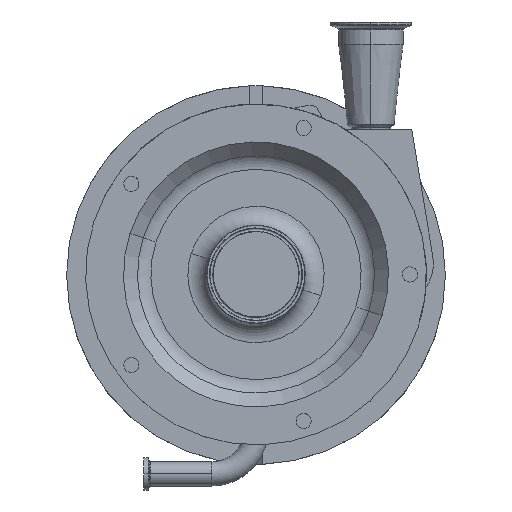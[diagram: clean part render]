
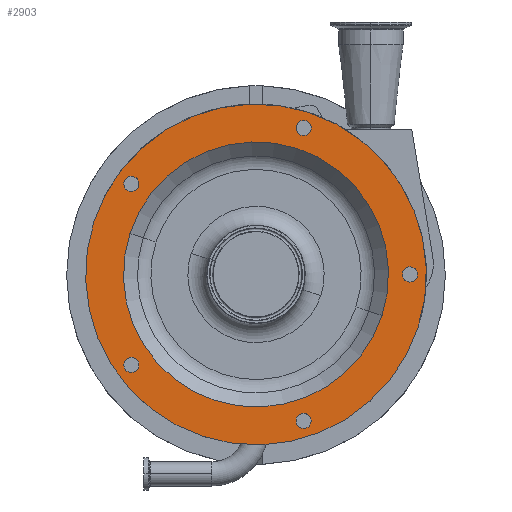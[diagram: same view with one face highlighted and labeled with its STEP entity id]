
A CAD part, top view. The second image highlights one B-rep face of the part: STEP entity #2903.
In plain terms, the highlighted planar face has unit normal (0, 0, 1).
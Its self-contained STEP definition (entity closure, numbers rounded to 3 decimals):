
#84 = DIRECTION ( 'NONE',  ( 0., 0., 1. ) ) ;
#125 = CIRCLE ( 'NONE', #4489, 6. ) ;
#218 = ORIENTED_EDGE ( 'NONE', *, *, #1583, .F. ) ;
#251 = DIRECTION ( 'NONE',  ( 0., -1., 0. ) ) ;
#298 = DIRECTION ( 'NONE',  ( 0., 0., 1. ) ) ;
#300 = VERTEX_POINT ( 'NONE', #6119 ) ;
#312 = DIRECTION ( 'NONE',  ( 0., 0., 1. ) ) ;
#328 = DIRECTION ( 'NONE',  ( -0.588, 0.809, 0. ) ) ;
#378 = DIRECTION ( 'NONE',  ( 0., -1., 0. ) ) ;
#441 = CARTESIAN_POINT ( 'NONE',  ( 37.7, 116.029, 284. ) ) ;
#716 = EDGE_CURVE ( 'NONE', #7559, #4849, #3015, .T. ) ;
#746 = CARTESIAN_POINT ( 'NONE',  ( 41.227, -120.883, 284. ) ) ;
#764 = DIRECTION ( 'NONE',  ( 0., 0., 1. ) ) ;
#922 = CARTESIAN_POINT ( 'NONE',  ( 34.173, -111.175, 284. ) ) ;
#926 = CIRCLE ( 'NONE', #1975, 6. ) ;
#1017 = CARTESIAN_POINT ( 'NONE',  ( 37.7, 116.029, 284. ) ) ;
#1041 = CARTESIAN_POINT ( 'NONE',  ( -92.994, 69.856, 284. ) ) ;
#1059 = ORIENTED_EDGE ( 'NONE', *, *, #7232, .F. ) ;
#1082 = EDGE_CURVE ( 'NONE', #3624, #3826, #3256, .T. ) ;
#1199 = DIRECTION ( 'NONE',  ( 0., 0., 1. ) ) ;
#1315 = AXIS2_PLACEMENT_3D ( 'NONE', #4760, #298, #251 ) ;
#1459 = DIRECTION ( 'NONE',  ( 0., 0., 1. ) ) ;
#1505 = CARTESIAN_POINT ( 'NONE',  ( 116.294, -1.854, 284. ) ) ;
#1526 = CARTESIAN_POINT ( 'NONE',  ( -95.173, -66.856, 284. ) ) ;
#1583 = EDGE_CURVE ( 'NONE', #2089, #7059, #3130, .T. ) ;
#1716 = AXIS2_PLACEMENT_3D ( 'NONE', #6027, #1815, #378 ) ;
#1727 = CARTESIAN_POINT ( 'NONE',  ( 99.861, -32.447, 284. ) ) ;
#1797 = VERTEX_POINT ( 'NONE', #1041 ) ;
#1815 = DIRECTION ( 'NONE',  ( 0., 0., -1. ) ) ;
#1901 = ORIENTED_EDGE ( 'NONE', *, *, #716, .F. ) ;
#1974 = EDGE_CURVE ( 'NONE', #3826, #3624, #5642, .T. ) ;
#1975 = AXIS2_PLACEMENT_3D ( 'NONE', #6982, #1459, #3269 ) ;
#2066 = DIRECTION ( 'NONE',  ( 0.951, -0.309, 0. ) ) ;
#2078 = EDGE_LOOP ( 'NONE', ( #218, #6263 ) ) ;
#2089 = VERTEX_POINT ( 'NONE', #746 ) ;
#2136 = VERTEX_POINT ( 'NONE', #7165 ) ;
#2278 = CIRCLE ( 'NONE', #6495, 6. ) ;
#2304 = ORIENTED_EDGE ( 'NONE', *, *, #5420, .F. ) ;
#2316 = FACE_OUTER_BOUND ( 'NONE', #5082, .T. ) ;
#2365 = CIRCLE ( 'NONE', #4079, 6. ) ;
#2382 = CIRCLE ( 'NONE', #3299, 135. ) ;
#2403 = FACE_BOUND ( 'NONE', #3567, .T. ) ;
#2410 = CARTESIAN_POINT ( 'NONE',  ( -98.7, 71.71, 284. ) ) ;
#2439 = DIRECTION ( 'NONE',  ( 0.951, -0.309, 0. ) ) ;
#2660 = CARTESIAN_POINT ( 'NONE',  ( 0., 0., 284. ) ) ;
#2673 = CIRCLE ( 'NONE', #3720, 6. ) ;
#2703 = EDGE_CURVE ( 'NONE', #300, #4764, #5532, .T. ) ;
#2827 = EDGE_CURVE ( 'NONE', #5290, #6669, #6192, .T. ) ;
#2887 = EDGE_LOOP ( 'NONE', ( #3865, #2304 ) ) ;
#2895 = AXIS2_PLACEMENT_3D ( 'NONE', #8125, #4390, #6978 ) ;
#2903 = ADVANCED_FACE ( 'NONE', ( #2316, #3510, #4263, #4958, #6773, #4841, #2403 ), #7460, .F. ) ;
#2936 = CARTESIAN_POINT ( 'NONE',  ( -102.227, -76.564, 284. ) ) ;
#3003 = VERTEX_POINT ( 'NONE', #4502 ) ;
#3015 = CIRCLE ( 'NONE', #4043, 6. ) ;
#3074 = CIRCLE ( 'NONE', #7677, 6. ) ;
#3102 = EDGE_CURVE ( 'NONE', #6669, #5290, #926, .T. ) ;
#3104 = DIRECTION ( 'NONE',  ( -0.951, -0.309, 0. ) ) ;
#3130 = CIRCLE ( 'NONE', #6034, 6. ) ;
#3212 = CARTESIAN_POINT ( 'NONE',  ( -98.7, -71.71, 284. ) ) ;
#3221 = VERTEX_POINT ( 'NONE', #5794 ) ;
#3232 = EDGE_CURVE ( 'NONE', #4764, #300, #2382, .T. ) ;
#3234 = DIRECTION ( 'NONE',  ( 0.951, -0.309, 0. ) ) ;
#3256 = CIRCLE ( 'NONE', #7864, 105. ) ;
#3269 = DIRECTION ( 'NONE',  ( 0., -1., 0. ) ) ;
#3297 = ORIENTED_EDGE ( 'NONE', *, *, #1974, .F. ) ;
#3299 = AXIS2_PLACEMENT_3D ( 'NONE', #2660, #5181, #2066 ) ;
#3510 = FACE_BOUND ( 'NONE', #6846, .T. ) ;
#3567 = EDGE_LOOP ( 'NONE', ( #3297, #7223 ) ) ;
#3624 = VERTEX_POINT ( 'NONE', #4749 ) ;
#3670 = AXIS2_PLACEMENT_3D ( 'NONE', #5115, #7543, #2439 ) ;
#3720 = AXIS2_PLACEMENT_3D ( 'NONE', #2410, #7437, #3843 ) ;
#3826 = VERTEX_POINT ( 'NONE', #1727 ) ;
#3843 = DIRECTION ( 'NONE',  ( 0.588, 0.809, 0. ) ) ;
#3844 = CIRCLE ( 'NONE', #4641, 6. ) ;
#3865 = ORIENTED_EDGE ( 'NONE', *, *, #7813, .F. ) ;
#4043 = AXIS2_PLACEMENT_3D ( 'NONE', #3212, #5151, #4538 ) ;
#4045 = ORIENTED_EDGE ( 'NONE', *, *, #2703, .T. ) ;
#4079 = AXIS2_PLACEMENT_3D ( 'NONE', #4835, #1199, #5156 ) ;
#4263 = FACE_BOUND ( 'NONE', #2078, .T. ) ;
#4390 = DIRECTION ( 'NONE',  ( 0., 0., 1. ) ) ;
#4420 = DIRECTION ( 'NONE',  ( 0.588, 0.809, 0. ) ) ;
#4489 = AXIS2_PLACEMENT_3D ( 'NONE', #7700, #5979, #328 ) ;
#4502 = CARTESIAN_POINT ( 'NONE',  ( 37.7, 110.029, 284. ) ) ;
#4538 = DIRECTION ( 'NONE',  ( -0.588, 0.809, 0. ) ) ;
#4641 = AXIS2_PLACEMENT_3D ( 'NONE', #5613, #84, #4420 ) ;
#4749 = CARTESIAN_POINT ( 'NONE',  ( -99.861, 32.447, 284. ) ) ;
#4760 = CARTESIAN_POINT ( 'NONE',  ( 122., 0., 284. ) ) ;
#4764 = VERTEX_POINT ( 'NONE', #5656 ) ;
#4821 = DIRECTION ( 'NONE',  ( 0., 0., 1. ) ) ;
#4835 = CARTESIAN_POINT ( 'NONE',  ( 37.7, -116.029, 284. ) ) ;
#4841 = FACE_BOUND ( 'NONE', #2887, .T. ) ;
#4849 = VERTEX_POINT ( 'NONE', #1526 ) ;
#4958 = FACE_BOUND ( 'NONE', #6798, .T. ) ;
#5016 = CARTESIAN_POINT ( 'NONE',  ( 0., 0., 284. ) ) ;
#5082 = EDGE_LOOP ( 'NONE', ( #4045, #6102 ) ) ;
#5109 = ORIENTED_EDGE ( 'NONE', *, *, #6218, .F. ) ;
#5115 = CARTESIAN_POINT ( 'NONE',  ( 0., 0., 284. ) ) ;
#5151 = DIRECTION ( 'NONE',  ( 0., 0., 1. ) ) ;
#5156 = DIRECTION ( 'NONE',  ( -0.951, -0.309, 0. ) ) ;
#5181 = DIRECTION ( 'NONE',  ( 0., 0., 1. ) ) ;
#5290 = VERTEX_POINT ( 'NONE', #1505 ) ;
#5420 = EDGE_CURVE ( 'NONE', #3003, #2136, #2278, .T. ) ;
#5532 = CIRCLE ( 'NONE', #2895, 135. ) ;
#5570 = EDGE_CURVE ( 'NONE', #3221, #1797, #3844, .T. ) ;
#5613 = CARTESIAN_POINT ( 'NONE',  ( -98.7, 71.71, 284. ) ) ;
#5642 = CIRCLE ( 'NONE', #3670, 105. ) ;
#5656 = CARTESIAN_POINT ( 'NONE',  ( -128.393, 41.717, 284. ) ) ;
#5794 = CARTESIAN_POINT ( 'NONE',  ( -104.406, 73.564, 284. ) ) ;
#5958 = EDGE_CURVE ( 'NONE', #7059, #2089, #2365, .T. ) ;
#5979 = DIRECTION ( 'NONE',  ( 0., 0., 1. ) ) ;
#6027 = CARTESIAN_POINT ( 'NONE',  ( 12.052, 37.091, 284. ) ) ;
#6034 = AXIS2_PLACEMENT_3D ( 'NONE', #6931, #7469, #3104 ) ;
#6102 = ORIENTED_EDGE ( 'NONE', *, *, #3232, .T. ) ;
#6119 = CARTESIAN_POINT ( 'NONE',  ( 128.393, -41.717, 284. ) ) ;
#6192 = CIRCLE ( 'NONE', #1315, 6. ) ;
#6218 = EDGE_CURVE ( 'NONE', #4849, #7559, #125, .T. ) ;
#6263 = ORIENTED_EDGE ( 'NONE', *, *, #5958, .F. ) ;
#6495 = AXIS2_PLACEMENT_3D ( 'NONE', #441, #312, #7191 ) ;
#6669 = VERTEX_POINT ( 'NONE', #6785 ) ;
#6702 = ORIENTED_EDGE ( 'NONE', *, *, #2827, .F. ) ;
#6720 = ORIENTED_EDGE ( 'NONE', *, *, #5570, .F. ) ;
#6773 = FACE_BOUND ( 'NONE', #7757, .T. ) ;
#6785 = CARTESIAN_POINT ( 'NONE',  ( 127.706, 1.854, 284. ) ) ;
#6798 = EDGE_LOOP ( 'NONE', ( #1901, #5109 ) ) ;
#6846 = EDGE_LOOP ( 'NONE', ( #7123, #6702 ) ) ;
#6931 = CARTESIAN_POINT ( 'NONE',  ( 37.7, -116.029, 284. ) ) ;
#6978 = DIRECTION ( 'NONE',  ( 0.951, -0.309, 0. ) ) ;
#6982 = CARTESIAN_POINT ( 'NONE',  ( 122., 0., 284. ) ) ;
#7059 = VERTEX_POINT ( 'NONE', #922 ) ;
#7123 = ORIENTED_EDGE ( 'NONE', *, *, #3102, .F. ) ;
#7165 = CARTESIAN_POINT ( 'NONE',  ( 37.7, 122.029, 284. ) ) ;
#7191 = DIRECTION ( 'NONE',  ( 0.951, -0.309, 0. ) ) ;
#7223 = ORIENTED_EDGE ( 'NONE', *, *, #1082, .F. ) ;
#7232 = EDGE_CURVE ( 'NONE', #1797, #3221, #2673, .T. ) ;
#7323 = DIRECTION ( 'NONE',  ( 0.951, -0.309, 0. ) ) ;
#7437 = DIRECTION ( 'NONE',  ( 0., 0., 1. ) ) ;
#7460 = PLANE ( 'NONE',  #1716 ) ;
#7469 = DIRECTION ( 'NONE',  ( 0., 0., 1. ) ) ;
#7543 = DIRECTION ( 'NONE',  ( 0., 0., 1. ) ) ;
#7559 = VERTEX_POINT ( 'NONE', #2936 ) ;
#7677 = AXIS2_PLACEMENT_3D ( 'NONE', #1017, #4821, #7323 ) ;
#7700 = CARTESIAN_POINT ( 'NONE',  ( -98.7, -71.71, 284. ) ) ;
#7757 = EDGE_LOOP ( 'NONE', ( #6720, #1059 ) ) ;
#7813 = EDGE_CURVE ( 'NONE', #2136, #3003, #3074, .T. ) ;
#7864 = AXIS2_PLACEMENT_3D ( 'NONE', #5016, #764, #3234 ) ;
#8125 = CARTESIAN_POINT ( 'NONE',  ( 0., 0., 284. ) ) ;
